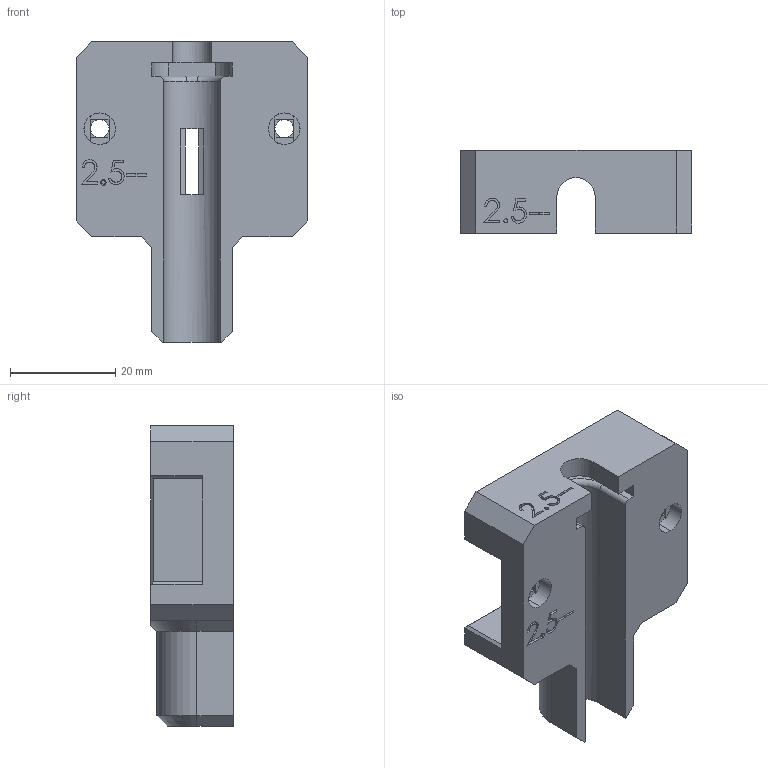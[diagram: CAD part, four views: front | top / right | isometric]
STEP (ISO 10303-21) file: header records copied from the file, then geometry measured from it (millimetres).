
FILE_DESCRIPTION (( 'STEP AP214' ), '1' );
FILE_NAME ('2.5mL Hamilton Holder -0.2 v1.3.STEP', '2024-12-03T16:10:37', ( '' ), ( '' ), 'SwSTEP 2.0', 'SolidWorks 2024', '' );
FILE_SCHEMA (( 'AUTOMOTIVE_DESIGN' ));
Length unit declared in the file: millimetre
Products named in the file (1): 2.5mL Hamilton Holder -0.2 v1.3
Bounding box: 44 x 15.68 x 57 mm (x, y, z)
Volume: 17877 mm3; surface area: 8323.2 mm2
Topology: 1 solids, 1 shells, 192 faces, 508 edges, 328 vertices
Faces by surface type: plane 130, bspline 41, cylinder 17, cone 2, torus 2
Entity records: 8498 total; most frequent: CARTESIAN_POINT 3954, ORIENTED_EDGE 1016, DIRECTION 784, EDGE_CURVE 508, VECTOR 368, LINE 368, VERTEX_POINT 328, AXIS2_PLACEMENT_3D 208
